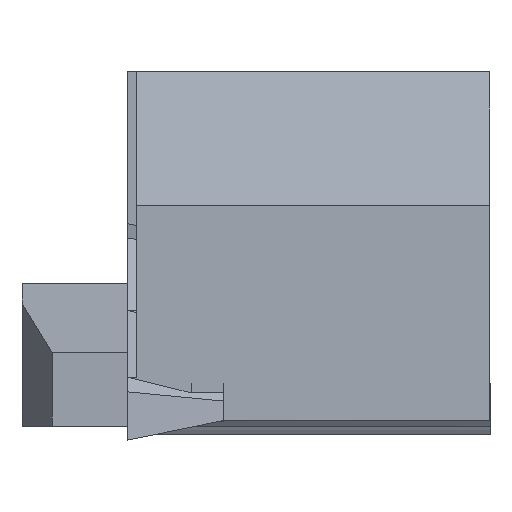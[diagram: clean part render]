
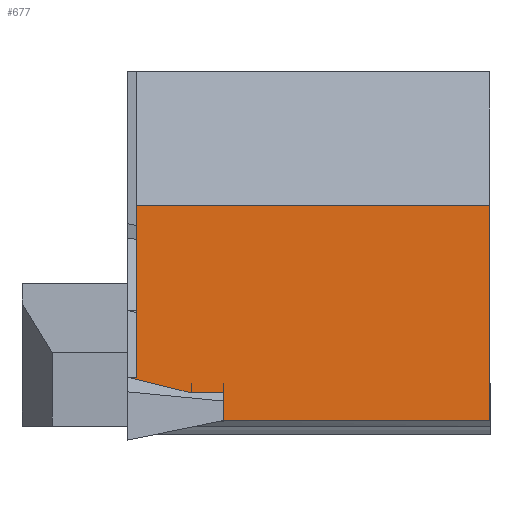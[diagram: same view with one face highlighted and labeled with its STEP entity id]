
A CAD part, left-side view. The second image highlights one B-rep face of the part: STEP entity #677.
In plain terms, the highlighted planar face has unit normal (-1, 0, 0.018).
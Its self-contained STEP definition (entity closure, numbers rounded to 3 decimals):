
#7 = LINE ( 'NONE', #924, #1672 ) ;
#14 = EDGE_CURVE ( 'NONE', #168, #637, #271, .T. ) ;
#32 = LINE ( 'NONE', #1688, #1691 ) ;
#43 = EDGE_CURVE ( 'NONE', #1845, #1191, #494, .T. ) ;
#66 = VECTOR ( 'NONE', #1187, 1000. ) ;
#102 = DIRECTION ( 'NONE',  ( 0., -1., 0. ) ) ;
#107 = DIRECTION ( 'NONE',  ( -0.017, 0., -1. ) ) ;
#116 = CARTESIAN_POINT ( 'NONE',  ( 0.622, -12., -24.011 ) ) ;
#126 = CARTESIAN_POINT ( 'NONE',  ( 0.641, -3.18, -22.904 ) ) ;
#132 = FACE_OUTER_BOUND ( 'NONE', #1471, .T. ) ;
#168 = VERTEX_POINT ( 'NONE', #1012 ) ;
#179 = VECTOR ( 'NONE', #1017, 1000. ) ;
#182 = ORIENTED_EDGE ( 'NONE', *, *, #468, .F. ) ;
#207 = VECTOR ( 'NONE', #850, 1000. ) ;
#229 = ORIENTED_EDGE ( 'NONE', *, *, #1927, .F. ) ;
#271 = LINE ( 'NONE', #116, #699 ) ;
#320 = EDGE_CURVE ( 'NONE', #1554, #653, #32, .T. ) ;
#354 = DIRECTION ( 'NONE',  ( 0., -1., 0. ) ) ;
#377 = ORIENTED_EDGE ( 'NONE', *, *, #1335, .T. ) ;
#468 = EDGE_CURVE ( 'NONE', #1747, #653, #1898, .T. ) ;
#494 = LINE ( 'NONE', #1504, #66 ) ;
#552 = VECTOR ( 'NONE', #869, 1000. ) ;
#563 = DIRECTION ( 'NONE',  ( -0.004, -0.97, -0.243 ) ) ;
#608 = ORIENTED_EDGE ( 'NONE', *, *, #14, .F. ) ;
#619 = ORIENTED_EDGE ( 'NONE', *, *, #1128, .F. ) ;
#636 = PLANE ( 'NONE',  #1930 ) ;
#637 = VERTEX_POINT ( 'NONE', #1110 ) ;
#641 = VECTOR ( 'NONE', #663, 1000. ) ;
#653 = VERTEX_POINT ( 'NONE', #2068 ) ;
#663 = DIRECTION ( 'NONE',  ( 0.017, 0., 1. ) ) ;
#677 = ADVANCED_FACE ( 'NONE', ( #132 ), #636, .F. ) ;
#692 = CARTESIAN_POINT ( 'NONE',  ( 0.754, -0.3, -16.427 ) ) ;
#699 = VECTOR ( 'NONE', #107, 1000. ) ;
#760 = ORIENTED_EDGE ( 'NONE', *, *, #777, .T. ) ;
#777 = EDGE_CURVE ( 'NONE', #1477, #1554, #1269, .T. ) ;
#818 = CARTESIAN_POINT ( 'NONE',  ( 0.735, -3.18, -17.505 ) ) ;
#840 = LINE ( 'NONE', #1799, #179 ) ;
#850 = DIRECTION ( 'NONE',  ( 0.017, 0., 1. ) ) ;
#869 = DIRECTION ( 'NONE',  ( 0., -1., 0. ) ) ;
#924 = CARTESIAN_POINT ( 'NONE',  ( 0.754, 129.411, -16.427 ) ) ;
#1012 = CARTESIAN_POINT ( 'NONE',  ( 0.754, -12., -16.427 ) ) ;
#1017 = DIRECTION ( 'NONE',  ( 0., 1., 0. ) ) ;
#1032 = LINE ( 'NONE', #1063, #552 ) ;
#1039 = ORIENTED_EDGE ( 'NONE', *, *, #43, .T. ) ;
#1063 = CARTESIAN_POINT ( 'NONE',  ( 0.63, 129.411, -23.548 ) ) ;
#1066 = EDGE_CURVE ( 'NONE', #2040, #637, #1032, .T. ) ;
#1110 = CARTESIAN_POINT ( 'NONE',  ( 0.63, -12., -23.548 ) ) ;
#1128 = EDGE_CURVE ( 'NONE', #1845, #168, #7, .T. ) ;
#1187 = DIRECTION ( 'NONE',  ( -0.017, 0., -1. ) ) ;
#1191 = VERTEX_POINT ( 'NONE', #1209 ) ;
#1209 = CARTESIAN_POINT ( 'NONE',  ( 0.655, -0.3, -22.109 ) ) ;
#1269 = LINE ( 'NONE', #1968, #2049 ) ;
#1335 = EDGE_CURVE ( 'NONE', #1191, #1477, #840, .T. ) ;
#1351 = ORIENTED_EDGE ( 'NONE', *, *, #1066, .T. ) ;
#1434 = DIRECTION ( 'NONE',  ( 0.017, 0., 1. ) ) ;
#1435 = LINE ( 'NONE', #1798, #207 ) ;
#1471 = EDGE_LOOP ( 'NONE', ( #760, #1659, #182, #229, #1351, #608, #619, #1039, #377 ) ) ;
#1477 = VERTEX_POINT ( 'NONE', #1819 ) ;
#1504 = CARTESIAN_POINT ( 'NONE',  ( 0.831, -0.3, -12. ) ) ;
#1554 = VERTEX_POINT ( 'NONE', #2005 ) ;
#1659 = ORIENTED_EDGE ( 'NONE', *, *, #320, .T. ) ;
#1672 = VECTOR ( 'NONE', #354, 1000. ) ;
#1688 = CARTESIAN_POINT ( 'NONE',  ( 0.646, -3.18, -22.634 ) ) ;
#1691 = VECTOR ( 'NONE', #102, 1000. ) ;
#1746 = CARTESIAN_POINT ( 'NONE',  ( 0.754, 129.411, -16.427 ) ) ;
#1747 = VERTEX_POINT ( 'NONE', #126 ) ;
#1790 = DIRECTION ( 'NONE',  ( 1., 0., -0.017 ) ) ;
#1798 = CARTESIAN_POINT ( 'NONE',  ( 0.735, -3.18, -17.505 ) ) ;
#1799 = CARTESIAN_POINT ( 'NONE',  ( 0.655, -0.3, -22.109 ) ) ;
#1819 = CARTESIAN_POINT ( 'NONE',  ( 0.655, 0., -22.109 ) ) ;
#1845 = VERTEX_POINT ( 'NONE', #692 ) ;
#1898 = LINE ( 'NONE', #818, #641 ) ;
#1927 = EDGE_CURVE ( 'NONE', #2040, #1747, #1435, .T. ) ;
#1930 = AXIS2_PLACEMENT_3D ( 'NONE', #1746, #1790, #1434 ) ;
#1968 = CARTESIAN_POINT ( 'NONE',  ( 0.66, 1.11, -21.832 ) ) ;
#1969 = CARTESIAN_POINT ( 'NONE',  ( 0.63, -3.18, -23.548 ) ) ;
#2005 = CARTESIAN_POINT ( 'NONE',  ( 0.646, -2.099, -22.634 ) ) ;
#2040 = VERTEX_POINT ( 'NONE', #1969 ) ;
#2049 = VECTOR ( 'NONE', #563, 1000. ) ;
#2068 = CARTESIAN_POINT ( 'NONE',  ( 0.646, -3.18, -22.634 ) ) ;
